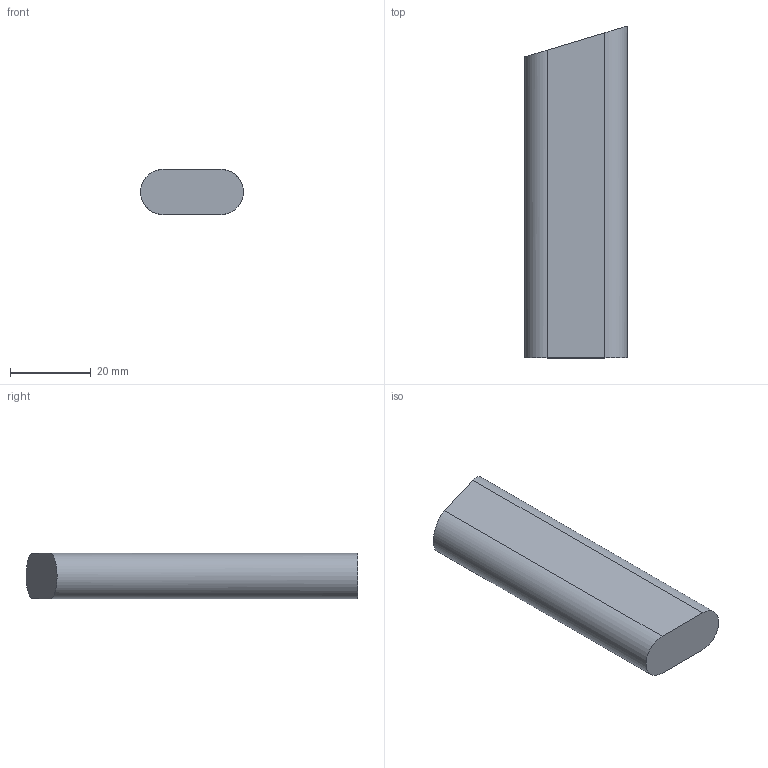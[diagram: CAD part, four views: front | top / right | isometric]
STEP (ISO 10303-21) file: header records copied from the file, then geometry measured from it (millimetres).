
FILE_DESCRIPTION((''),'2;1');
FILE_NAME('FEUERZEUG','2026-02-09T09:46:21',('Samuel'),(''),'CREO PARAMETRIC BY PTC INC, 2023073','CREO PARAMETRIC BY PTC INC, 2023073','');
FILE_SCHEMA(('CONFIG_CONTROL_DESIGN'));
Length unit declared in the file: millimetre
Products named in the file (1): FEUERZEUG
Bounding box: 25.4 x 82 x 11.2 mm (x, y, z)
Volume: 20131.8 mm3; surface area: 5496.7 mm2
Topology: 1 solids, 1 shells, 6 faces, 12 edges, 8 vertices
Faces by surface type: plane 4, cylinder 2
Entity records: 215 total; most frequent: CARTESIAN_POINT 49, DIRECTION 24, ORIENTED_EDGE 24, EDGE_CURVE 12, VECTOR 8, LINE 8, AXIS2_PLACEMENT_3D 8, VERTEX_POINT 8
